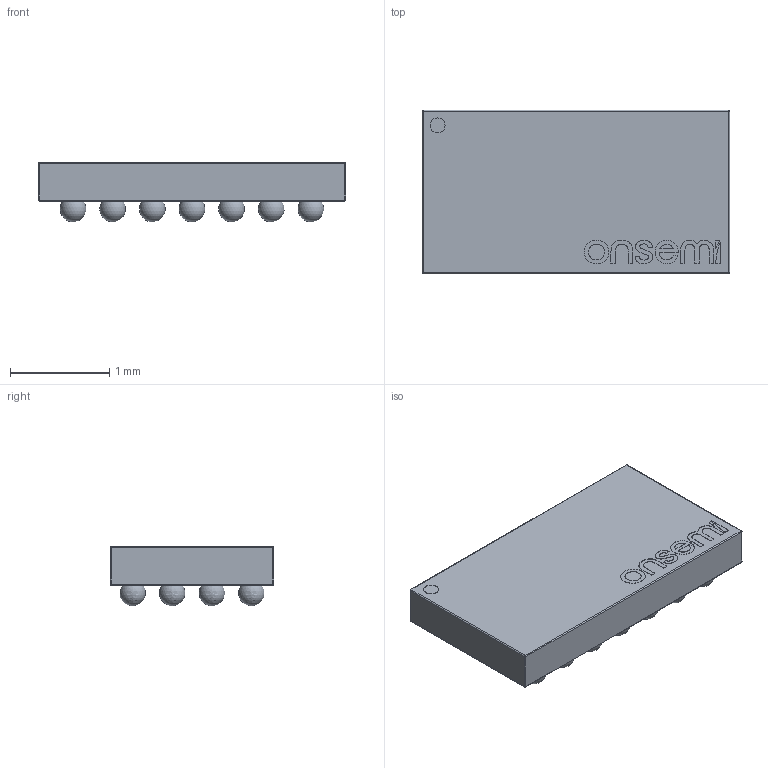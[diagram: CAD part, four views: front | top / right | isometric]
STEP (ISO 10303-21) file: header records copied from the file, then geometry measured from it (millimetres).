
FILE_DESCRIPTION(/* description */ (''),/* implementation_level */ '2;1');
FILE_NAME(/* name */ 'ON Semiconductor NCP3901FCCT1G - BGA 28.stp',/* time_stamp */ '2022-03-25T12:20:43-04:00',/* author */ ('rabri'),/* organization */ (''),/* preprocessor_version */ 'ST-DEVELOPER v18',/* originating_system */ 'Autodesk Inventor 2020',/* authorisation */ '');
FILE_SCHEMA (('AUTOMOTIVE_DESIGN { 1 0 10303 214 3 1 1 }'));
Length unit declared in the file: millimetre
Products named in the file (4): STPS30M60SG -  D2PAK; body; logo; ball array
Assembly tree (3 placements, depth 2):
  STPS30M60SG -  D2PAK
    body
    logo
    ball array
Bounding box: 3.1 x 1.65 x 0.6 mm (x, y, z)
Volume: 2.3 mm3; surface area: 20.1 mm2
Topology: 37 solids, 37 shells, 158 faces, 398 edges, 258 vertices
Faces by surface type: bspline 76, sphere 36, plane 33, cylinder 13
Full cylindrical faces by diameter (mm): 0.15 x1
Entity records: 5046 total; most frequent: CARTESIAN_POINT 1769, ORIENTED_EDGE 684, DIRECTION 440, EDGE_CURVE 342, VERTEX_POINT 258, EDGE_LOOP 162, FACE_OUTER_BOUND 158, ADVANCED_FACE 158
